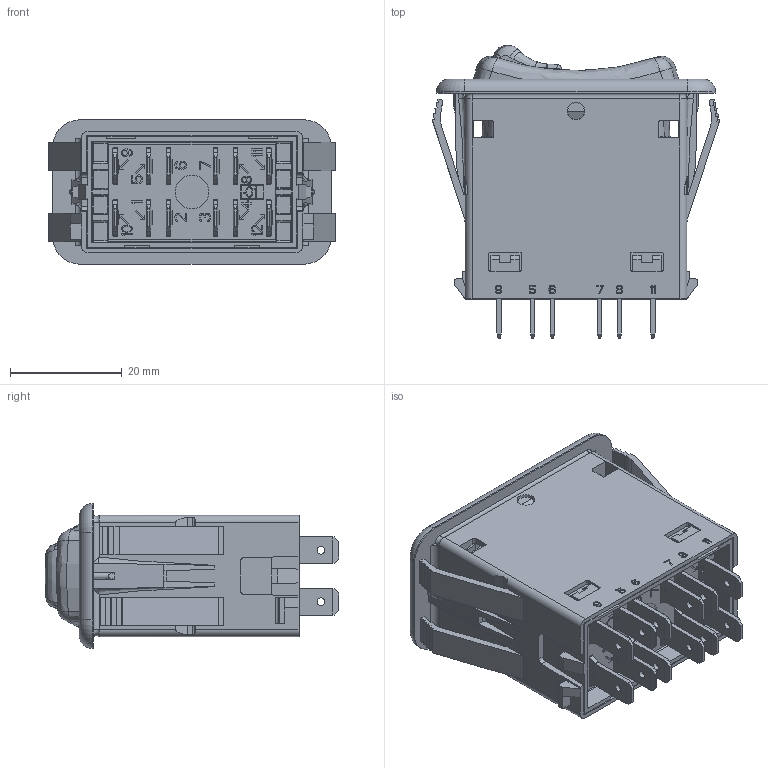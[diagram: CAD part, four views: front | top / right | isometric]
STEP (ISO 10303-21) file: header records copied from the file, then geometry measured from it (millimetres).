
FILE_DESCRIPTION((''),'2;1');
FILE_NAME('NSERIES_NOGUARD_LOCK_SW0001','2011-11-23T',('tajsmith'),(''),'PRO/ENGINEER BY PARAMETRIC TECHNOLOGY CORPORATION, 2010280','PRO/ENGINEER BY PARAMETRIC TECHNOLOGY CORPORATION, 2010280','');
FILE_SCHEMA(('CONFIG_CONTROL_DESIGN'));
Length unit declared in the file: inch
Products named in the file (1): NSERIES_NOGUARD_LOCK_SW0001
Bounding box: 51.55 x 52.56 x 25.91 mm (x, y, z)
Volume: 15261 mm3; surface area: 24836 mm2
Topology: 1 solids, 1 shells, 3817 faces, 10585 edges, 6849 vertices
Faces by surface type: plane 2855, cylinder 541, bspline 217, sphere 83, cone 69, torus 51, extrusion 1
Entity records: 130971 total; most frequent: CARTESIAN_POINT 36108, ORIENTED_EDGE 21162, DIRECTION 17345, EDGE_CURVE 10581, VECTOR 8339, LINE 8338, VERTEX_POINT 6849, AXIS2_PLACEMENT_3D 4503
